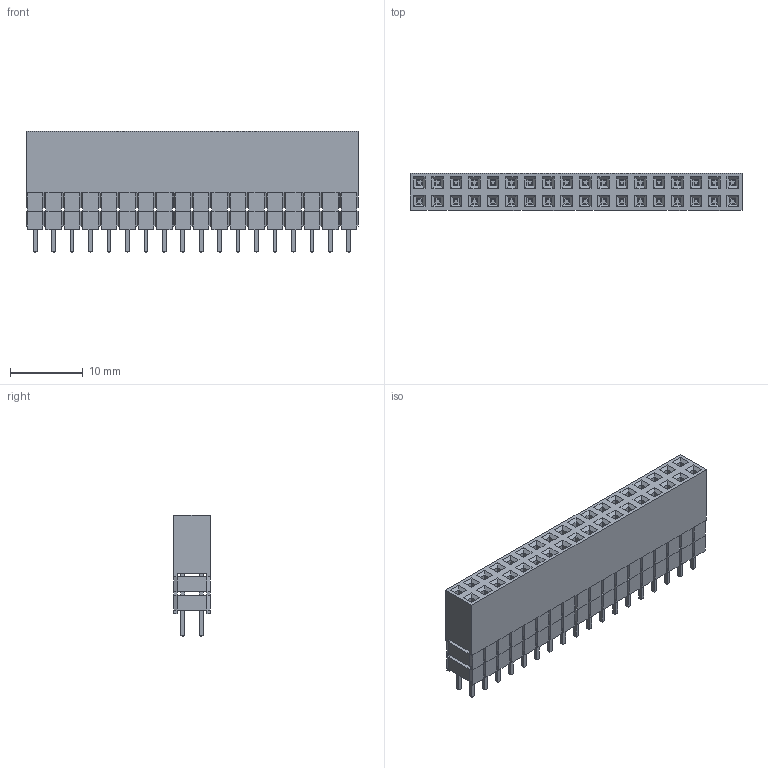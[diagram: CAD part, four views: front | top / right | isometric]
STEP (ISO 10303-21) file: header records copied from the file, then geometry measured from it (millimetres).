
FILE_DESCRIPTION(('FreeCAD Model'),'2;1');
FILE_NAME('Socket_Strip_Straight_L13.6_P2.5_02x18.step','2019-08-27T03:11:45',('Author'),(''), 'Open CASCADE STEP processor 6.8','FreeCAD','Unknown');
FILE_SCHEMA(('AUTOMOTIVE_DESIGN { 1 0 10303 214 1 1 1 1 }'));
Length unit declared in the file: millimetre
Products named in the file (1): Socket_Strip_Straight_L13.6_P2.5_02x18
Bounding box: 45.72 x 5.08 x 16.78 mm (x, y, z)
Volume: 2731.6 mm3; surface area: 3841.9 mm2
Topology: 1 solids, 1 shells, 1634 faces, 4026 edges, 2396 vertices
Faces by surface type: plane 1634
Entity records: 58010 total; most frequent: CARTESIAN_POINT 8057, ORIENTED_EDGE 8052, DIRECTION 7296, EDGE_CURVE 4026, LINE 4026, VECTOR 4026, VERTEX_POINT 2396, FACE_BOUND 1886
